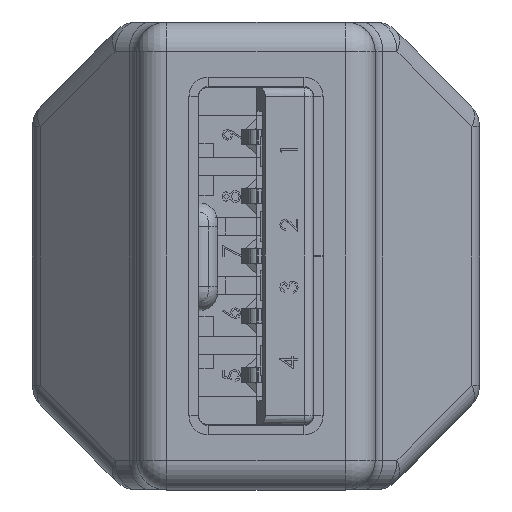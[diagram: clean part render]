
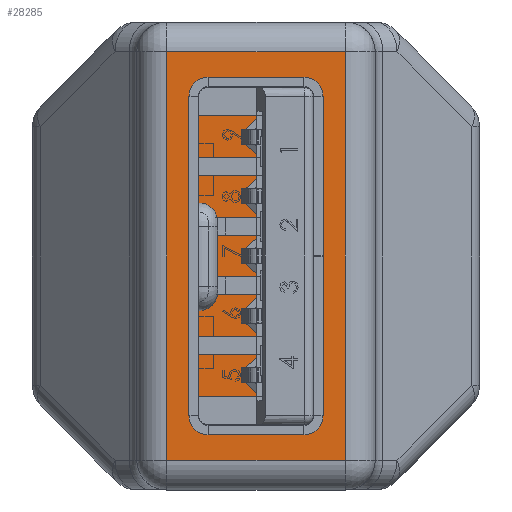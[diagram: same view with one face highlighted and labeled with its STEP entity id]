
A CAD part, left-side view. The second image highlights one B-rep face of the part: STEP entity #28285.
In plain terms, the highlighted face is planar.
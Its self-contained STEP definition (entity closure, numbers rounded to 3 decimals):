
#837 = CARTESIAN_POINT ( 'NONE',  ( 7.85, 3., 0. ) ) ;
#2760 = LINE ( 'NONE', #837, #14652 ) ;
#3170 = EDGE_CURVE ( 'NONE', #9550, #15499, #2760, .T. ) ;
#3269 = CARTESIAN_POINT ( 'NONE',  ( 6.85, -3., 0. ) ) ;
#4645 = VERTEX_POINT ( 'NONE', #10902 ) ;
#5195 = CARTESIAN_POINT ( 'NONE',  ( 6.85, 4., 0. ) ) ;
#6698 = VERTEX_POINT ( 'NONE', #3269 ) ;
#7517 = EDGE_CURVE ( 'NONE', #4645, #9550, #25147, .T. ) ;
#8298 = FACE_OUTER_BOUND ( 'NONE', #37819, .T. ) ;
#9550 = VERTEX_POINT ( 'NONE', #18684 ) ;
#10902 = CARTESIAN_POINT ( 'NONE',  ( -6.85, -3., 0. ) ) ;
#11072 = DIRECTION ( 'NONE',  ( 1., 0., 0. ) ) ;
#11525 = VECTOR ( 'NONE', #33564, 1000. ) ;
#14517 = PLANE ( 'NONE',  #25683 ) ;
#14652 = VECTOR ( 'NONE', #29609, 1000. ) ;
#15499 = VERTEX_POINT ( 'NONE', #44213 ) ;
#15509 = VECTOR ( 'NONE', #42316, 1000. ) ;
#18141 = DIRECTION ( 'NONE',  ( 0., 0., 1. ) ) ;
#18684 = CARTESIAN_POINT ( 'NONE',  ( -6.85, 3., 0. ) ) ;
#21260 = ORIENTED_EDGE ( 'NONE', *, *, #29893, .T. ) ;
#21449 = VECTOR ( 'NONE', #42583, 1000. ) ;
#24158 = CARTESIAN_POINT ( 'NONE',  ( -6.85, 4., 0. ) ) ;
#24433 = CARTESIAN_POINT ( 'NONE',  ( -7.85, -3., 0. ) ) ;
#25147 = LINE ( 'NONE', #24158, #15509 ) ;
#25683 = AXIS2_PLACEMENT_3D ( 'NONE', #39777, #18141, #11072 ) ;
#26769 = EDGE_CURVE ( 'NONE', #6698, #4645, #34416, .T. ) ;
#28285 = ADVANCED_FACE ( 'NONE', ( #8298 ), #14517, .F. ) ;
#28452 = LINE ( 'NONE', #5195, #11525 ) ;
#29609 = DIRECTION ( 'NONE',  ( 1., 0., 0. ) ) ;
#29893 = EDGE_CURVE ( 'NONE', #15499, #6698, #28452, .T. ) ;
#33564 = DIRECTION ( 'NONE',  ( 0., -1., 0. ) ) ;
#34416 = LINE ( 'NONE', #24433, #21449 ) ;
#36340 = ORIENTED_EDGE ( 'NONE', *, *, #26769, .T. ) ;
#37819 = EDGE_LOOP ( 'NONE', ( #38533, #21260, #36340, #43829 ) ) ;
#38533 = ORIENTED_EDGE ( 'NONE', *, *, #3170, .T. ) ;
#39777 = CARTESIAN_POINT ( 'NONE',  ( -7.85, 4., 0. ) ) ;
#42316 = DIRECTION ( 'NONE',  ( 0., 1., 0. ) ) ;
#42583 = DIRECTION ( 'NONE',  ( -1., 0., 0. ) ) ;
#43829 = ORIENTED_EDGE ( 'NONE', *, *, #7517, .T. ) ;
#44213 = CARTESIAN_POINT ( 'NONE',  ( 6.85, 3., 0. ) ) ;
